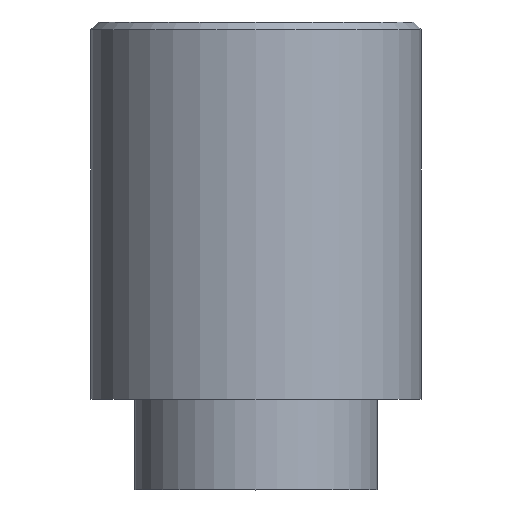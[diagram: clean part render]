
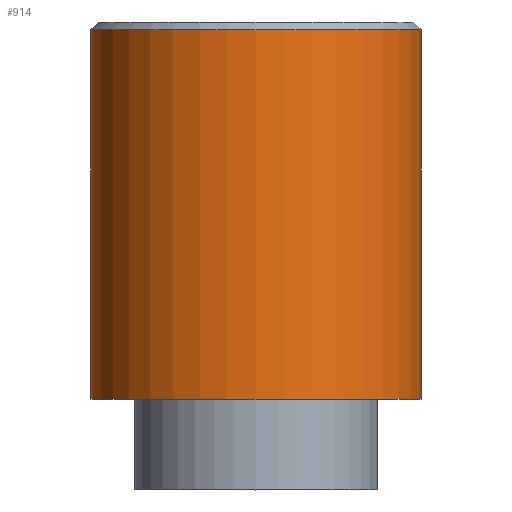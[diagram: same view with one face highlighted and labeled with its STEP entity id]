
A CAD part, top view. The second image highlights one B-rep face of the part: STEP entity #914.
In plain terms, the highlighted cylindrical face has radius 2.781 mm (diameter 5.563 mm), a partial arc.
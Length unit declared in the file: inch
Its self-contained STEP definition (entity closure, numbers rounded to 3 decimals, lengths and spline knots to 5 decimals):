
#41 = CYLINDRICAL_SURFACE ( 'NONE', #541, 0.1095 ) ;
#94 = FACE_OUTER_BOUND ( 'NONE', #3011, .T. ) ;
#142 = CIRCLE ( 'NONE', #455, 0.1095 ) ;
#166 = CARTESIAN_POINT ( 'NONE',  ( 0., 0.305, 0. ) ) ;
#174 = CARTESIAN_POINT ( 'NONE',  ( 0., 0.06, 0. ) ) ;
#177 = CARTESIAN_POINT ( 'NONE',  ( -0.1095, 0., 0. ) ) ;
#284 = VERTEX_POINT ( 'NONE', #1688 ) ;
#295 = DIRECTION ( 'NONE',  ( 0., -1., 0. ) ) ;
#306 = AXIS2_PLACEMENT_3D ( 'NONE', #174, #1938, #416 ) ;
#406 = DIRECTION ( 'NONE',  ( -1., 0., 0. ) ) ;
#416 = DIRECTION ( 'NONE',  ( 1., 0., 0. ) ) ;
#420 = DIRECTION ( 'NONE',  ( 0., -1., 0. ) ) ;
#455 = AXIS2_PLACEMENT_3D ( 'NONE', #166, #1927, #406 ) ;
#541 = AXIS2_PLACEMENT_3D ( 'NONE', #2990, #295, #1297 ) ;
#606 = CARTESIAN_POINT ( 'NONE',  ( -0.1095, 0.06, 0. ) ) ;
#914 = ADVANCED_FACE ( 'NONE', ( #94 ), #41, .T. ) ;
#1029 = DIRECTION ( 'NONE',  ( 0., -1., 0. ) ) ;
#1117 = ORIENTED_EDGE ( 'NONE', *, *, #2121, .T. ) ;
#1144 = CARTESIAN_POINT ( 'NONE',  ( 0.1095, 0.06, 0. ) ) ;
#1188 = VERTEX_POINT ( 'NONE', #1229 ) ;
#1229 = CARTESIAN_POINT ( 'NONE',  ( 0.1095, 0.305, 0. ) ) ;
#1297 = DIRECTION ( 'NONE',  ( 1., 0., 0. ) ) ;
#1332 = CIRCLE ( 'NONE', #306, 0.1095 ) ;
#1403 = EDGE_CURVE ( 'NONE', #1188, #2464, #1685, .T. ) ;
#1617 = VECTOR ( 'NONE', #1029, 39.37008 ) ;
#1685 = LINE ( 'NONE', #2751, #1617 ) ;
#1688 = CARTESIAN_POINT ( 'NONE',  ( -0.1095, 0.305, 0. ) ) ;
#1927 = DIRECTION ( 'NONE',  ( 0., -1., 0. ) ) ;
#1930 = ORIENTED_EDGE ( 'NONE', *, *, #3071, .F. ) ;
#1938 = DIRECTION ( 'NONE',  ( 0., -1., 0. ) ) ;
#2121 = EDGE_CURVE ( 'NONE', #284, #2319, #2959, .T. ) ;
#2319 = VERTEX_POINT ( 'NONE', #606 ) ;
#2464 = VERTEX_POINT ( 'NONE', #1144 ) ;
#2487 = ORIENTED_EDGE ( 'NONE', *, *, #2988, .T. ) ;
#2751 = CARTESIAN_POINT ( 'NONE',  ( 0.1095, 0., 0. ) ) ;
#2809 = ORIENTED_EDGE ( 'NONE', *, *, #1403, .F. ) ;
#2959 = LINE ( 'NONE', #177, #3096 ) ;
#2988 = EDGE_CURVE ( 'NONE', #1188, #284, #142, .T. ) ;
#2990 = CARTESIAN_POINT ( 'NONE',  ( 0., 0., 0. ) ) ;
#3011 = EDGE_LOOP ( 'NONE', ( #2487, #1117, #1930, #2809 ) ) ;
#3071 = EDGE_CURVE ( 'NONE', #2464, #2319, #1332, .T. ) ;
#3096 = VECTOR ( 'NONE', #420, 39.37008 ) ;
